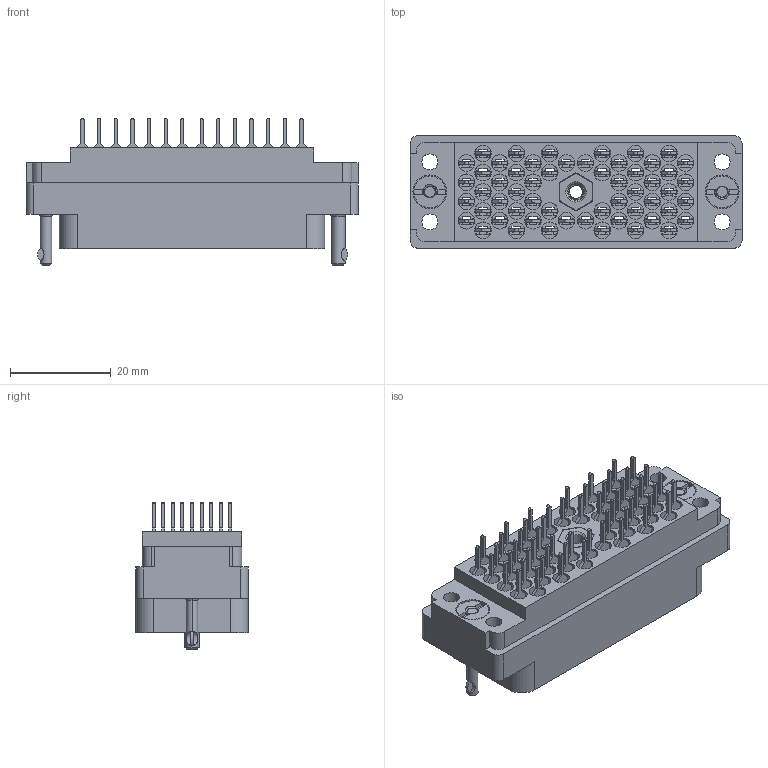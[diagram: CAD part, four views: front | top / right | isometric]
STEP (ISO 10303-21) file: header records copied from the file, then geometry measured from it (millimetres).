
FILE_DESCRIPTION (( 'STEP AP203' ), '1' );
FILE_NAME ('516-056-520-302.STEP', '2020-03-10T08:06:30', ( '' ), ( '' ), 'SwSTEP 2.0', 'SolidWorks 2016', '' );
FILE_SCHEMA (( 'CONFIG_CONTROL_DESIGN' ));
Length unit declared in the file: inch
Products named in the file (7): 516-222-038-102_056; 516-252-021-102_056; 516 Plug Insulator_056; 516-222-038-102_057; 516-292-001_520 Contact; 516-056-520-302; 516-252-035-100_516-252-035-100
Assembly tree (62 placements, depth 2):
  516-056-520-302
    516 Plug Insulator_056
    516-292-001_520 Contact  x56
    516-252-021-102_056  x2
    516-222-038-102_056
    516-252-035-100_516-252-035-100
    516-222-038-102_057
Bounding box: 65.81 x 22.25 x 29.24 mm (x, y, z)
Volume: 13723 mm3; surface area: 25666.5 mm2
Topology: 62 solids, 62 shells, 5487 faces, 15848 edges, 10508 vertices
Faces by surface type: plane 3304, cylinder 1755, bspline 378, cone 46, torus 4
Entity records: 58613 total; most frequent: CARTESIAN_POINT 16269, ORIENTED_EDGE 8636, DIRECTION 8152, EDGE_CURVE 4318, LINE 3010, VECTOR 3010, VERTEX_POINT 2858, AXIS2_PLACEMENT_3D 2571
